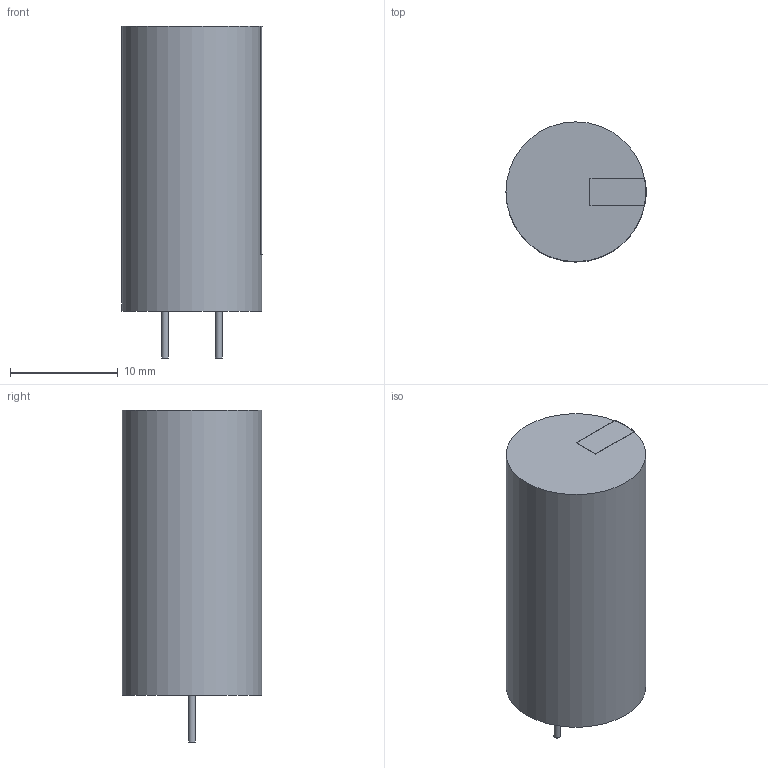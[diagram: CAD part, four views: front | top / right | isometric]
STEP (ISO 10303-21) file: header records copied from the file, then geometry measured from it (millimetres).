
FILE_DESCRIPTION(('FreeCAD Model'),'2;1');
FILE_NAME('Open CASCADE Shape Model','2023-01-19T16:57:06',( 'kicad StepUp'),('ksu MCAD'),'Open CASCADE STEP processor 7.5', 'FreeCAD','Unknown');
FILE_SCHEMA(('AUTOMOTIVE_DESIGN { 1 0 10303 214 1 1 1 1 }'));
Length unit declared in the file: millimetre
Products named in the file (5): Unnamed; part002; part; part001; part003
Assembly tree (4 placements, depth 2):
  Unnamed
    part002
    part
    part001
    part003
Bounding box: 13.03 x 13 x 30.88 mm (x, y, z)
Volume: 3523.2 mm3; surface area: 1502 mm2
Topology: 4 solids, 4 shells, 17 faces, 27 edges, 18 vertices
Faces by surface type: plane 12, cylinder 5
Full cylindrical faces by diameter (mm): 0.61 x2, 13.005 x1
Entity records: 508 total; most frequent: DIRECTION 78, CARTESIAN_POINT 70, ORIENTED_EDGE 54, AXIS2_PLACEMENT_3D 32, EDGE_CURVE 27, VERTEX_POINT 18, ADVANCED_FACE 17, FACE_BOUND 17
